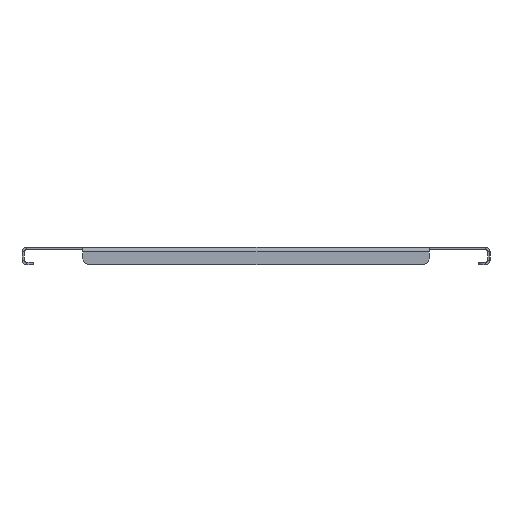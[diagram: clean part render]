
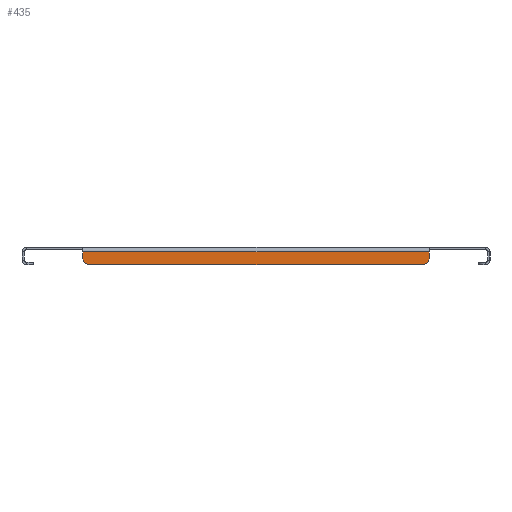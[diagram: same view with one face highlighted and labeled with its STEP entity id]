
A CAD part, left-side view. The second image highlights one B-rep face of the part: STEP entity #435.
In plain terms, the highlighted planar face has unit normal (-1, 0, 0).
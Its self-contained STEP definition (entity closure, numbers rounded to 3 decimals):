
#54 = ORIENTED_EDGE ( 'NONE', *, *, #1622, .F. ) ;
#128 = ORIENTED_EDGE ( 'NONE', *, *, #1878, .F. ) ;
#171 = CARTESIAN_POINT ( 'NONE',  ( -349.5, -200., -4. ) ) ;
#203 = EDGE_CURVE ( 'NONE', #2100, #2267, #2978, .T. ) ;
#303 = AXIS2_PLACEMENT_3D ( 'NONE', #1731, #1998, #2937 ) ;
#307 = PLANE ( 'NONE',  #1973 ) ;
#317 = CARTESIAN_POINT ( 'NONE',  ( -349.5, -142., -15. ) ) ;
#404 = CARTESIAN_POINT ( 'NONE',  ( -349.5, 148., -4. ) ) ;
#405 = DIRECTION ( 'NONE',  ( 0., 0., 1. ) ) ;
#435 = ADVANCED_FACE ( 'NONE', ( #548 ), #307, .F. ) ;
#438 = DIRECTION ( 'NONE',  ( 0., -1., 0. ) ) ;
#501 = DIRECTION ( 'NONE',  ( 0., 0., -1. ) ) ;
#506 = LINE ( 'NONE', #171, #980 ) ;
#510 = DIRECTION ( 'NONE',  ( -1., 0., 0. ) ) ;
#548 = FACE_OUTER_BOUND ( 'NONE', #1492, .T. ) ;
#601 = EDGE_CURVE ( 'NONE', #2267, #2500, #793, .T. ) ;
#657 = VECTOR ( 'NONE', #2076, 1000. ) ;
#705 = VECTOR ( 'NONE', #405, 1000. ) ;
#793 = LINE ( 'NONE', #2265, #705 ) ;
#934 = EDGE_CURVE ( 'NONE', #1735, #1295, #2851, .T. ) ;
#980 = VECTOR ( 'NONE', #438, 1000. ) ;
#1130 = ORIENTED_EDGE ( 'NONE', *, *, #934, .T. ) ;
#1223 = DIRECTION ( 'NONE',  ( 0., 0., -1. ) ) ;
#1251 = CARTESIAN_POINT ( 'NONE',  ( -349.5, 142., -15. ) ) ;
#1295 = VERTEX_POINT ( 'NONE', #1251 ) ;
#1440 = CARTESIAN_POINT ( 'NONE',  ( -349.5, 148., -9. ) ) ;
#1492 = EDGE_LOOP ( 'NONE', ( #128, #2894, #2401, #54, #1518, #1130 ) ) ;
#1516 = CARTESIAN_POINT ( 'NONE',  ( -349.5, -148., -4. ) ) ;
#1518 = ORIENTED_EDGE ( 'NONE', *, *, #2389, .T. ) ;
#1618 = LINE ( 'NONE', #2363, #2860 ) ;
#1622 = EDGE_CURVE ( 'NONE', #2251, #2500, #506, .T. ) ;
#1731 = CARTESIAN_POINT ( 'NONE',  ( -349.5, 142., -9. ) ) ;
#1735 = VERTEX_POINT ( 'NONE', #1440 ) ;
#1833 = CARTESIAN_POINT ( 'NONE',  ( -349.5, -148., -9. ) ) ;
#1878 = EDGE_CURVE ( 'NONE', #2100, #1295, #2701, .T. ) ;
#1973 = AXIS2_PLACEMENT_3D ( 'NONE', #2576, #2561, #501 ) ;
#1998 = DIRECTION ( 'NONE',  ( -1., 0., 0. ) ) ;
#2066 = AXIS2_PLACEMENT_3D ( 'NONE', #2791, #510, #1223 ) ;
#2076 = DIRECTION ( 'NONE',  ( 0., 1., 0. ) ) ;
#2100 = VERTEX_POINT ( 'NONE', #317 ) ;
#2251 = VERTEX_POINT ( 'NONE', #404 ) ;
#2265 = CARTESIAN_POINT ( 'NONE',  ( -349.5, -148., -15. ) ) ;
#2267 = VERTEX_POINT ( 'NONE', #1833 ) ;
#2306 = CARTESIAN_POINT ( 'NONE',  ( -349.5, -200., -15. ) ) ;
#2363 = CARTESIAN_POINT ( 'NONE',  ( -349.5, 148., -15. ) ) ;
#2389 = EDGE_CURVE ( 'NONE', #2251, #1735, #1618, .T. ) ;
#2401 = ORIENTED_EDGE ( 'NONE', *, *, #601, .T. ) ;
#2500 = VERTEX_POINT ( 'NONE', #1516 ) ;
#2540 = DIRECTION ( 'NONE',  ( 0., 0., -1. ) ) ;
#2561 = DIRECTION ( 'NONE',  ( 1., 0., 0. ) ) ;
#2576 = CARTESIAN_POINT ( 'NONE',  ( -349.5, 0., 0. ) ) ;
#2701 = LINE ( 'NONE', #2306, #657 ) ;
#2791 = CARTESIAN_POINT ( 'NONE',  ( -349.5, -142., -9. ) ) ;
#2851 = CIRCLE ( 'NONE', #303, 6. ) ;
#2860 = VECTOR ( 'NONE', #2540, 1000. ) ;
#2894 = ORIENTED_EDGE ( 'NONE', *, *, #203, .T. ) ;
#2937 = DIRECTION ( 'NONE',  ( 0., 0., -1. ) ) ;
#2978 = CIRCLE ( 'NONE', #2066, 6. ) ;
